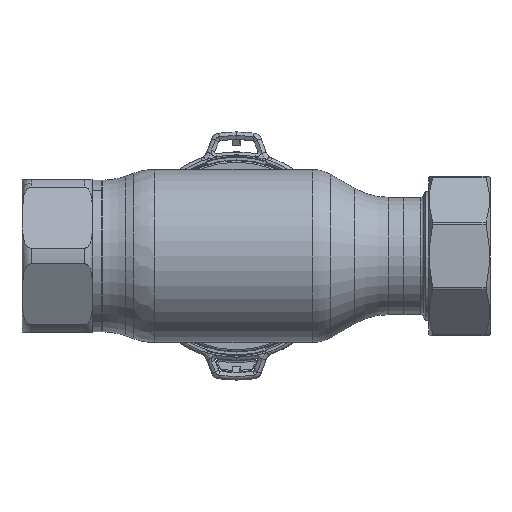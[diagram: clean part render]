
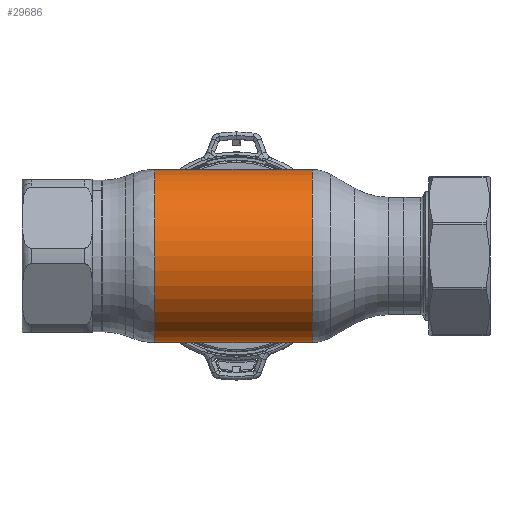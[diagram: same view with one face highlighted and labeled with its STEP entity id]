
A CAD part, front view. The second image highlights one B-rep face of the part: STEP entity #29686.
In plain terms, the highlighted cylindrical face has radius 28.25 mm (diameter 56.5 mm), a partial arc.
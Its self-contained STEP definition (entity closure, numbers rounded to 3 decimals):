
#2253 = DIRECTION ( 'NONE',  ( 1., 0., 0. ) ) ;
#2722 = ORIENTED_EDGE ( 'NONE', *, *, #8979, .F. ) ;
#4394 = CARTESIAN_POINT ( 'NONE',  ( -26.673, 0., 28.25 ) ) ;
#6123 = CARTESIAN_POINT ( 'NONE',  ( -26.673, 0., -28.25 ) ) ;
#7072 = DIRECTION ( 'NONE',  ( 1., 0., 0. ) ) ;
#8012 = DIRECTION ( 'NONE',  ( 1., 0., 0. ) ) ;
#8979 = EDGE_CURVE ( 'NONE', #38870, #16757, #11201, .T. ) ;
#9873 = LINE ( 'NONE', #12885, #25997 ) ;
#10205 = AXIS2_PLACEMENT_3D ( 'NONE', #22224, #24844, #19423 ) ;
#11201 = LINE ( 'NONE', #29212, #22613 ) ;
#12885 = CARTESIAN_POINT ( 'NONE',  ( 62.69, 0., -28.25 ) ) ;
#13031 = DIRECTION ( 'NONE',  ( 0., 0., -1. ) ) ;
#13295 = EDGE_CURVE ( 'NONE', #16757, #16904, #27464, .T. ) ;
#14729 = CARTESIAN_POINT ( 'NONE',  ( 24.785, 0., 28.25 ) ) ;
#15203 = ORIENTED_EDGE ( 'NONE', *, *, #34723, .T. ) ;
#15580 = FACE_OUTER_BOUND ( 'NONE', #39503, .T. ) ;
#16757 = VERTEX_POINT ( 'NONE', #14729 ) ;
#16904 = VERTEX_POINT ( 'NONE', #24532 ) ;
#18997 = AXIS2_PLACEMENT_3D ( 'NONE', #21646, #31015, #13031 ) ;
#19423 = DIRECTION ( 'NONE',  ( 0., 0., -1. ) ) ;
#20246 = CARTESIAN_POINT ( 'NONE',  ( 62.69, 0., 0. ) ) ;
#21569 = CYLINDRICAL_SURFACE ( 'NONE', #21763, 28.25 ) ;
#21646 = CARTESIAN_POINT ( 'NONE',  ( -26.673, 0., 0. ) ) ;
#21763 = AXIS2_PLACEMENT_3D ( 'NONE', #20246, #8012, #33579 ) ;
#22224 = CARTESIAN_POINT ( 'NONE',  ( 24.785, 0., 0. ) ) ;
#22613 = VECTOR ( 'NONE', #2253, 1000. ) ;
#23624 = ORIENTED_EDGE ( 'NONE', *, *, #13295, .F. ) ;
#24532 = CARTESIAN_POINT ( 'NONE',  ( 24.785, 0., -28.25 ) ) ;
#24844 = DIRECTION ( 'NONE',  ( 1., 0., 0. ) ) ;
#25053 = VERTEX_POINT ( 'NONE', #6123 ) ;
#25383 = CIRCLE ( 'NONE', #18997, 28.25 ) ;
#25997 = VECTOR ( 'NONE', #7072, 1000. ) ;
#27464 = CIRCLE ( 'NONE', #10205, 28.25 ) ;
#29212 = CARTESIAN_POINT ( 'NONE',  ( 62.69, 0., 28.25 ) ) ;
#29686 = ADVANCED_FACE ( 'NONE', ( #15580 ), #21569, .T. ) ;
#31015 = DIRECTION ( 'NONE',  ( 1., 0., 0. ) ) ;
#33579 = DIRECTION ( 'NONE',  ( 0., 0., -1. ) ) ;
#34723 = EDGE_CURVE ( 'NONE', #25053, #16904, #9873, .T. ) ;
#34992 = EDGE_CURVE ( 'NONE', #38870, #25053, #25383, .T. ) ;
#36668 = ORIENTED_EDGE ( 'NONE', *, *, #34992, .T. ) ;
#38870 = VERTEX_POINT ( 'NONE', #4394 ) ;
#39503 = EDGE_LOOP ( 'NONE', ( #2722, #36668, #15203, #23624 ) ) ;
